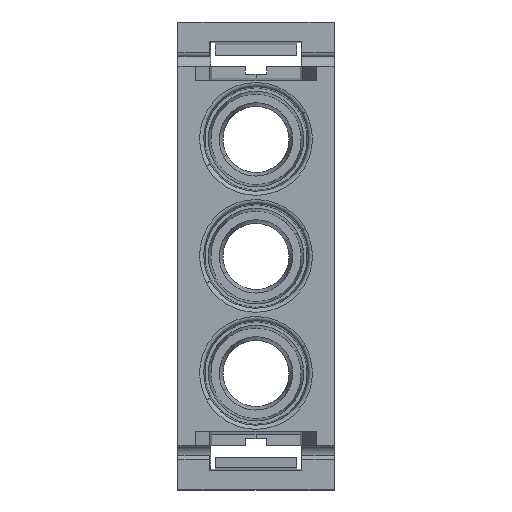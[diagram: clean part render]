
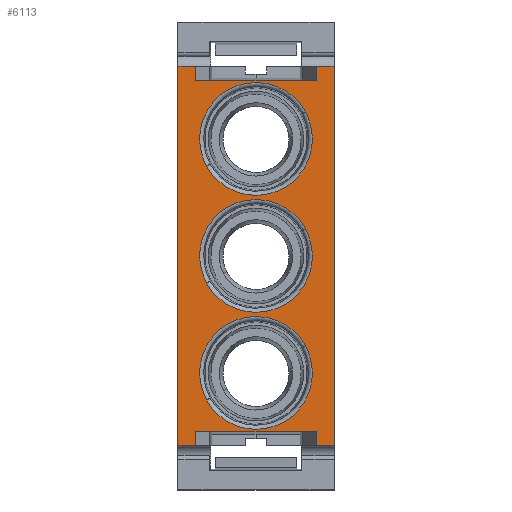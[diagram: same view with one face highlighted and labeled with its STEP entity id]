
A CAD part, top view. The second image highlights one B-rep face of the part: STEP entity #6113.
In plain terms, the highlighted planar face has unit normal (0, 0, 1).
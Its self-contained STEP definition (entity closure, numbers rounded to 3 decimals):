
#732=AXIS2_PLACEMENT_3D('Plane Axis2P3D',#729,#730,#731) ;
#6061=AXIS2_PLACEMENT_3D('Circle Axis2P3D',#6059,#6060,$) ;
#6070=AXIS2_PLACEMENT_3D('Circle Axis2P3D',#6068,#6069,$) ;
#6079=AXIS2_PLACEMENT_3D('Circle Axis2P3D',#6077,#6078,$) ;
#6088=AXIS2_PLACEMENT_3D('Circle Axis2P3D',#6086,#6087,$) ;
#6097=AXIS2_PLACEMENT_3D('Circle Axis2P3D',#6095,#6096,$) ;
#6106=AXIS2_PLACEMENT_3D('Circle Axis2P3D',#6104,#6105,$) ;
#729=CARTESIAN_POINT('Axis2P3D Location',(0.,0.,40.4)) ;
#1277=CARTESIAN_POINT('Vertex',(0.,30.775,40.4)) ;
#1280=CARTESIAN_POINT('Line Origine',(0.643,30.775,40.4)) ;
#1284=CARTESIAN_POINT('Vertex',(1.287,30.775,40.4)) ;
#1325=CARTESIAN_POINT('Vertex',(1.287,3.225,40.4)) ;
#1328=CARTESIAN_POINT('Line Origine',(0.643,3.225,40.4)) ;
#1332=CARTESIAN_POINT('Vertex',(0.,3.225,40.4)) ;
#2129=CARTESIAN_POINT('Vertex',(10.063,30.775,40.4)) ;
#2132=CARTESIAN_POINT('Line Origine',(10.707,30.775,40.4)) ;
#2136=CARTESIAN_POINT('Vertex',(11.35,30.775,40.4)) ;
#2156=CARTESIAN_POINT('Vertex',(11.35,3.225,40.4)) ;
#2161=CARTESIAN_POINT('Line Origine',(10.707,3.225,40.4)) ;
#2165=CARTESIAN_POINT('Vertex',(10.063,3.225,40.4)) ;
#3335=CARTESIAN_POINT('Line Origine',(10.063,3.753,40.4)) ;
#3339=CARTESIAN_POINT('Vertex',(10.063,4.281,40.4)) ;
#3606=CARTESIAN_POINT('Line Origine',(1.287,3.752,40.4)) ;
#3610=CARTESIAN_POINT('Vertex',(1.287,4.278,40.4)) ;
#3635=CARTESIAN_POINT('Control Point',(1.287,4.278,40.4)) ;
#3636=CARTESIAN_POINT('Control Point',(10.063,4.281,40.4)) ;
#3668=CARTESIAN_POINT('Line Origine',(1.287,30.248,40.4)) ;
#3672=CARTESIAN_POINT('Vertex',(1.287,29.722,40.4)) ;
#3900=CARTESIAN_POINT('Vertex',(10.063,29.719,40.4)) ;
#3903=CARTESIAN_POINT('Line Origine',(10.063,30.247,40.4)) ;
#3921=CARTESIAN_POINT('Control Point',(1.287,29.722,40.4)) ;
#3922=CARTESIAN_POINT('Control Point',(10.063,29.719,40.4)) ;
#4931=CARTESIAN_POINT('Line Origine',(0.,17.,40.4)) ;
#6040=CARTESIAN_POINT('Line Origine',(11.35,17.,40.4)) ;
#6059=CARTESIAN_POINT('Axis2P3D Location',(5.675,25.5,40.4)) ;
#6063=CARTESIAN_POINT('Vertex',(2.079,23.535,40.4)) ;
#6065=CARTESIAN_POINT('Vertex',(9.271,27.465,40.4)) ;
#6068=CARTESIAN_POINT('Axis2P3D Location',(5.675,25.5,40.4)) ;
#6077=CARTESIAN_POINT('Axis2P3D Location',(5.675,17.,40.4)) ;
#6081=CARTESIAN_POINT('Vertex',(2.079,15.035,40.4)) ;
#6083=CARTESIAN_POINT('Vertex',(9.271,18.965,40.4)) ;
#6086=CARTESIAN_POINT('Axis2P3D Location',(5.675,17.,40.4)) ;
#6095=CARTESIAN_POINT('Axis2P3D Location',(5.675,8.5,40.4)) ;
#6099=CARTESIAN_POINT('Vertex',(2.079,6.535,40.4)) ;
#6101=CARTESIAN_POINT('Vertex',(9.271,10.465,40.4)) ;
#6104=CARTESIAN_POINT('Axis2P3D Location',(5.675,8.5,40.4)) ;
#730=DIRECTION('Axis2P3D Direction',(0.,-0.,1.)) ;
#731=DIRECTION('Axis2P3D XDirection',(0.,1.,0.)) ;
#1281=DIRECTION('Vector Direction',(-1.,0.,0.)) ;
#1329=DIRECTION('Vector Direction',(-1.,0.,0.)) ;
#2133=DIRECTION('Vector Direction',(-1.,0.,0.)) ;
#2162=DIRECTION('Vector Direction',(-1.,0.,0.)) ;
#3336=DIRECTION('Vector Direction',(0.,1.,0.)) ;
#3607=DIRECTION('Vector Direction',(0.,1.,0.)) ;
#3669=DIRECTION('Vector Direction',(0.,1.,0.)) ;
#3904=DIRECTION('Vector Direction',(0.,1.,0.)) ;
#4932=DIRECTION('Vector Direction',(0.,-1.,0.)) ;
#6041=DIRECTION('Vector Direction',(0.,-1.,0.)) ;
#6060=DIRECTION('Axis2P3D Direction',(0.,-0.,1.)) ;
#6069=DIRECTION('Axis2P3D Direction',(0.,-0.,1.)) ;
#6078=DIRECTION('Axis2P3D Direction',(0.,-0.,1.)) ;
#6087=DIRECTION('Axis2P3D Direction',(0.,-0.,1.)) ;
#6096=DIRECTION('Axis2P3D Direction',(0.,-0.,1.)) ;
#6105=DIRECTION('Axis2P3D Direction',(0.,-0.,1.)) ;
#1282=VECTOR('Line Direction',#1281,1.) ;
#1330=VECTOR('Line Direction',#1329,1.) ;
#2134=VECTOR('Line Direction',#2133,1.) ;
#2163=VECTOR('Line Direction',#2162,1.) ;
#3337=VECTOR('Line Direction',#3336,1.) ;
#3608=VECTOR('Line Direction',#3607,1.) ;
#3670=VECTOR('Line Direction',#3669,1.) ;
#3905=VECTOR('Line Direction',#3904,1.) ;
#4933=VECTOR('Line Direction',#4932,1.) ;
#6042=VECTOR('Line Direction',#6041,1.) ;
#6046=ORIENTED_EDGE('',*,*,#3674,.F.) ;
#6047=ORIENTED_EDGE('',*,*,#1286,.T.) ;
#6048=ORIENTED_EDGE('',*,*,#4935,.T.) ;
#6049=ORIENTED_EDGE('',*,*,#1334,.T.) ;
#6050=ORIENTED_EDGE('',*,*,#3612,.F.) ;
#6051=ORIENTED_EDGE('',*,*,#3637,.T.) ;
#6052=ORIENTED_EDGE('',*,*,#3341,.F.) ;
#6053=ORIENTED_EDGE('',*,*,#2167,.T.) ;
#6054=ORIENTED_EDGE('',*,*,#6044,.T.) ;
#6055=ORIENTED_EDGE('',*,*,#2138,.T.) ;
#6056=ORIENTED_EDGE('',*,*,#3907,.F.) ;
#6057=ORIENTED_EDGE('',*,*,#3923,.T.) ;
#6074=ORIENTED_EDGE('',*,*,#6067,.F.) ;
#6075=ORIENTED_EDGE('',*,*,#6072,.F.) ;
#6092=ORIENTED_EDGE('',*,*,#6085,.F.) ;
#6093=ORIENTED_EDGE('',*,*,#6090,.F.) ;
#6110=ORIENTED_EDGE('',*,*,#6103,.F.) ;
#6111=ORIENTED_EDGE('',*,*,#6108,.F.) ;
#6076=FACE_BOUND('',#6073,.T.) ;
#6094=FACE_BOUND('',#6091,.T.) ;
#6112=FACE_BOUND('',#6109,.T.) ;
#6113=ADVANCED_FACE('Hauptkoerper',(#6058,#6076,#6094,#6112),#733,.T.) ;
#3634=B_SPLINE_CURVE_WITH_KNOTS('',1,(#3635,#3636),.UNSPECIFIED.,.F.,.U.,(2,2),(-4.388,4.388),.UNSPECIFIED.) ;
#3920=B_SPLINE_CURVE_WITH_KNOTS('',1,(#3921,#3922),.UNSPECIFIED.,.F.,.U.,(2,2),(-4.388,4.388),.UNSPECIFIED.) ;
#6062=CIRCLE('generated circle',#6061,4.098) ;
#6071=CIRCLE('generated circle',#6070,4.098) ;
#6080=CIRCLE('generated circle',#6079,4.098) ;
#6089=CIRCLE('generated circle',#6088,4.098) ;
#6098=CIRCLE('generated circle',#6097,4.098) ;
#6107=CIRCLE('generated circle',#6106,4.098) ;
#1286=EDGE_CURVE('',#1285,#1278,#1283,.T.) ;
#1334=EDGE_CURVE('',#1333,#1326,#1331,.F.) ;
#2138=EDGE_CURVE('',#2137,#2130,#2135,.T.) ;
#2167=EDGE_CURVE('',#2166,#2157,#2164,.F.) ;
#3341=EDGE_CURVE('',#2166,#3340,#3338,.T.) ;
#3612=EDGE_CURVE('',#3611,#1326,#3609,.F.) ;
#3637=EDGE_CURVE('',#3611,#3340,#3634,.T.) ;
#3674=EDGE_CURVE('',#1285,#3673,#3671,.F.) ;
#3907=EDGE_CURVE('',#3901,#2130,#3906,.T.) ;
#3923=EDGE_CURVE('',#3901,#3673,#3920,.F.) ;
#4935=EDGE_CURVE('',#1278,#1333,#4934,.T.) ;
#6044=EDGE_CURVE('',#2157,#2137,#6043,.F.) ;
#6067=EDGE_CURVE('',#6064,#6066,#6062,.T.) ;
#6072=EDGE_CURVE('',#6066,#6064,#6071,.T.) ;
#6085=EDGE_CURVE('',#6082,#6084,#6080,.T.) ;
#6090=EDGE_CURVE('',#6084,#6082,#6089,.T.) ;
#6103=EDGE_CURVE('',#6100,#6102,#6098,.T.) ;
#6108=EDGE_CURVE('',#6102,#6100,#6107,.T.) ;
#6045=EDGE_LOOP('',(#6046,#6047,#6048,#6049,#6050,#6051,#6052,#6053,#6054,#6055,#6056,#6057)) ;
#6073=EDGE_LOOP('',(#6074,#6075)) ;
#6091=EDGE_LOOP('',(#6092,#6093)) ;
#6109=EDGE_LOOP('',(#6110,#6111)) ;
#6058=FACE_OUTER_BOUND('',#6045,.T.) ;
#1283=LINE('Line',#1280,#1282) ;
#1331=LINE('Line',#1328,#1330) ;
#2135=LINE('Line',#2132,#2134) ;
#2164=LINE('Line',#2161,#2163) ;
#3338=LINE('Line',#3335,#3337) ;
#3609=LINE('Line',#3606,#3608) ;
#3671=LINE('Line',#3668,#3670) ;
#3906=LINE('Line',#3903,#3905) ;
#4934=LINE('Line',#4931,#4933) ;
#6043=LINE('Line',#6040,#6042) ;
#733=PLANE('',#732) ;
#1278=VERTEX_POINT('',#1277) ;
#1285=VERTEX_POINT('',#1284) ;
#1326=VERTEX_POINT('',#1325) ;
#1333=VERTEX_POINT('',#1332) ;
#2130=VERTEX_POINT('',#2129) ;
#2137=VERTEX_POINT('',#2136) ;
#2157=VERTEX_POINT('',#2156) ;
#2166=VERTEX_POINT('',#2165) ;
#3340=VERTEX_POINT('',#3339) ;
#3611=VERTEX_POINT('',#3610) ;
#3673=VERTEX_POINT('',#3672) ;
#3901=VERTEX_POINT('',#3900) ;
#6064=VERTEX_POINT('',#6063) ;
#6066=VERTEX_POINT('',#6065) ;
#6082=VERTEX_POINT('',#6081) ;
#6084=VERTEX_POINT('',#6083) ;
#6100=VERTEX_POINT('',#6099) ;
#6102=VERTEX_POINT('',#6101) ;
